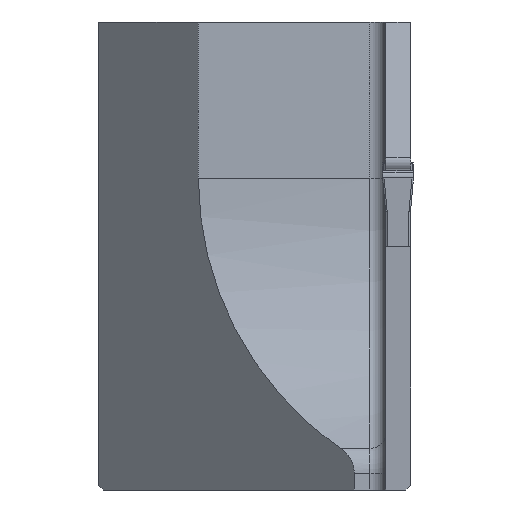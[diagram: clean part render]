
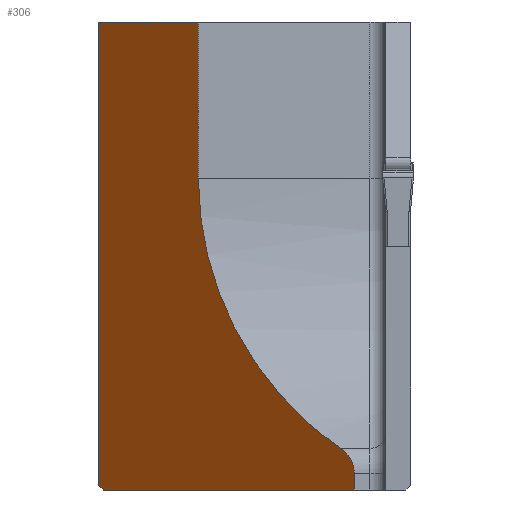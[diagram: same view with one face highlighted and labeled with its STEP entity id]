
A CAD part, left-side view. The second image highlights one B-rep face of the part: STEP entity #306.
In plain terms, the highlighted planar face has unit normal (-0.707, 0.707, 0).
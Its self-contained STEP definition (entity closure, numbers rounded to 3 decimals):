
#259=ELLIPSE('',#1342,2.828,2.);
#260=ELLIPSE('',#1363,29.698,21.);
#306=ADVANCED_FACE('',(#408),#359,.F.);
#359=PLANE('',#1373);
#408=FACE_OUTER_BOUND('',#468,.T.);
#468=EDGE_LOOP('',(#641,#642,#643,#644,#645,#646,#647,#648));
#641=ORIENTED_EDGE('',*,*,#1000,.F.);
#642=ORIENTED_EDGE('',*,*,#997,.F.);
#643=ORIENTED_EDGE('',*,*,#947,.F.);
#644=ORIENTED_EDGE('',*,*,#967,.F.);
#645=ORIENTED_EDGE('',*,*,#955,.F.);
#646=ORIENTED_EDGE('',*,*,#972,.F.);
#647=ORIENTED_EDGE('',*,*,#959,.F.);
#648=ORIENTED_EDGE('',*,*,#963,.F.);
#845=VERTEX_POINT('',#1775);
#846=VERTEX_POINT('',#1777);
#852=VERTEX_POINT('',#1792);
#854=VERTEX_POINT('',#1795);
#857=VERTEX_POINT('',#1802);
#858=VERTEX_POINT('',#1804);
#861=VERTEX_POINT('',#1811);
#877=VERTEX_POINT('',#1876);
#947=EDGE_CURVE('',#845,#846,#1101,.T.);
#955=EDGE_CURVE('',#852,#854,#1108,.T.);
#959=EDGE_CURVE('',#857,#858,#1112,.T.);
#963=EDGE_CURVE('',#861,#857,#259,.T.);
#967=EDGE_CURVE('',#854,#845,#1118,.T.);
#972=EDGE_CURVE('',#858,#852,#1121,.T.);
#997=EDGE_CURVE('',#846,#877,#1144,.T.);
#1000=EDGE_CURVE('',#877,#861,#260,.T.);
#1101=LINE('',#1776,#1223);
#1108=LINE('',#1794,#1230);
#1112=LINE('',#1803,#1234);
#1118=LINE('',#1819,#1240);
#1121=LINE('',#1826,#1243);
#1144=LINE('',#1875,#1266);
#1223=VECTOR('',#1451,1.);
#1230=VECTOR('',#1464,1.);
#1234=VECTOR('',#1470,1.);
#1240=VECTOR('',#1484,1.);
#1243=VECTOR('',#1493,1.);
#1266=VECTOR('',#1544,1.);
#1342=AXIS2_PLACEMENT_3D('',#1812,#1476,#1477);
#1363=AXIS2_PLACEMENT_3D('',#1881,#1549,#1550);
#1373=AXIS2_PLACEMENT_3D('',#1891,#1569,#1570);
#1451=DIRECTION('',(-0.707,-0.707,0.));
#1464=DIRECTION('',(0.577,0.577,0.577));
#1470=DIRECTION('',(0.,0.,-1.));
#1476=DIRECTION('',(0.707,-0.707,0.));
#1477=DIRECTION('',(-0.707,-0.707,0.));
#1484=DIRECTION('',(0.,0.,1.));
#1493=DIRECTION('',(0.707,0.707,0.));
#1544=DIRECTION('',(0.,0.,-1.));
#1549=DIRECTION('',(-0.707,0.707,0.));
#1550=DIRECTION('',(-0.707,-0.707,0.));
#1569=DIRECTION('',(0.707,-0.707,0.));
#1570=DIRECTION('',(0.707,0.707,0.));
#1775=CARTESIAN_POINT('',(27.4,0.,10.));
#1776=CARTESIAN_POINT('',(11.,-16.4,10.));
#1777=CARTESIAN_POINT('',(21.,-6.4,10.));
#1792=CARTESIAN_POINT('',(27.1,-0.3,-20.));
#1794=CARTESIAN_POINT('',(13.033,-14.367,-34.067));
#1795=CARTESIAN_POINT('',(27.4,0.,-19.7));
#1802=CARTESIAN_POINT('',(11.,-16.4,-18.974));
#1803=CARTESIAN_POINT('',(11.,-16.4,-30.));
#1804=CARTESIAN_POINT('',(11.,-16.4,-20.));
#1811=CARTESIAN_POINT('',(11.87,-15.53,-17.324));
#1812=CARTESIAN_POINT('',(13.,-14.4,-18.974));
#1819=CARTESIAN_POINT('',(27.4,0.,-30.));
#1826=CARTESIAN_POINT('',(11.,-16.4,-20.));
#1875=CARTESIAN_POINT('',(21.,-6.4,-30.));
#1876=CARTESIAN_POINT('',(21.,-6.4,0.));
#1881=CARTESIAN_POINT('',(0.,-27.4,0.));
#1891=CARTESIAN_POINT('',(11.,-16.4,-30.));
